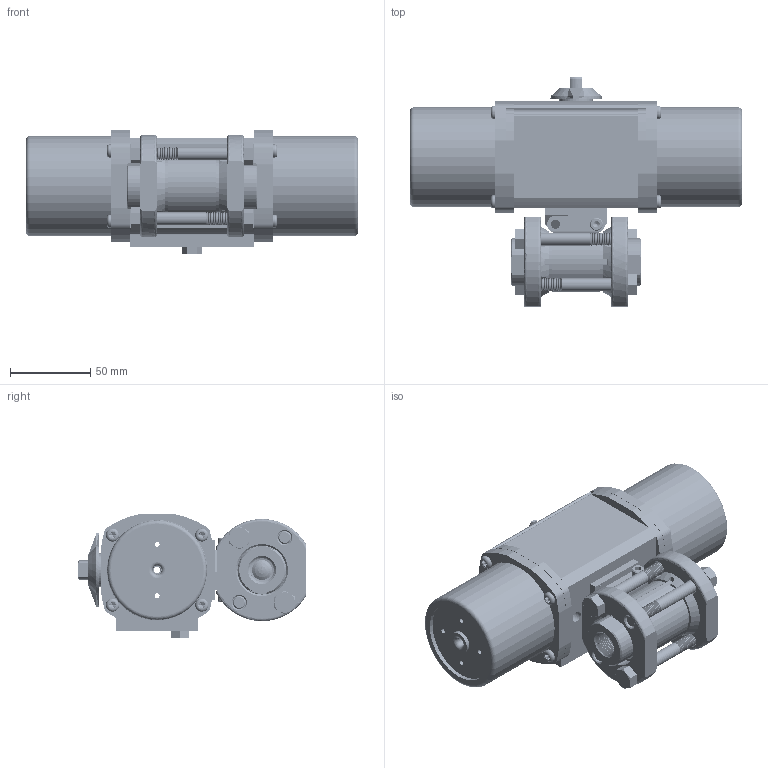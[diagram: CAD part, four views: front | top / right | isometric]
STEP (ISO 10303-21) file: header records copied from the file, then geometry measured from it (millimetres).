
FILE_DESCRIPTION (( 'STEP AP203' ), '1' );
FILE_NAME ('27XXSEFA512SR.step', '2018-04-05T15:00:39', ( '' ), ( '' ), 'SwSTEP 2.0', 'SolidWorks 2017', '' );
FILE_SCHEMA (( 'CONFIG_CONTROL_DESIGN' ));
Products named in the file (1): 27XXSEFA512SR
Bounding box: 206.38 x 142.33 x 77.22 mm (x, y, z)
Volume: 492840.2 mm3; surface area: 217507.2 mm2
Topology: 43 solids, 43 shells, 3798 faces, 10488 edges, 6804 vertices
Faces by surface type: cylinder 2124, cone 896, plane 511, bspline 137, torus 128, sphere 2
Entity records: 194592 total; most frequent: CARTESIAN_POINT 104034, ORIENTED_EDGE 20756, DIRECTION 17760, EDGE_CURVE 10378, AXIS2_PLACEMENT_3D 7059, VERTEX_POINT 6800, EDGE_LOOP 4104, ADVANCED_FACE 3798
